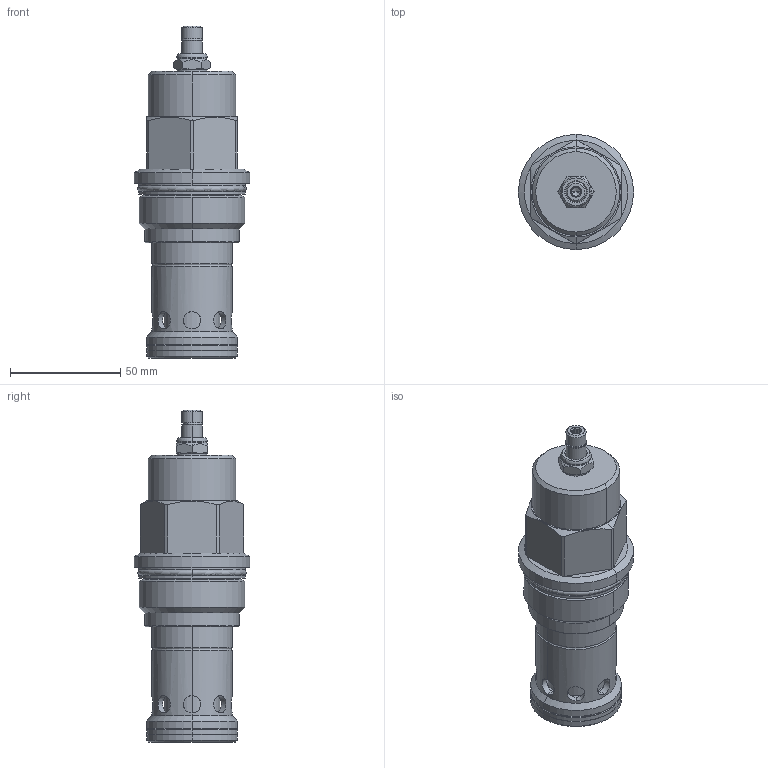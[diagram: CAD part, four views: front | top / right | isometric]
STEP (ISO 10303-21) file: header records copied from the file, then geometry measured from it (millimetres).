
FILE_DESCRIPTION((''),'2;1');
FILE_NAME('RPKS-LAN_PRT','2014-04-06T',('Administrator'),(''),'PRO/ENGINEER BY PARAMETRIC TECHNOLOGY CORPORATION, 2006240','PRO/ENGINEER BY PARAMETRIC TECHNOLOGY CORPORATION, 2006240','');
FILE_SCHEMA(('CONFIG_CONTROL_DESIGN'));
Length unit declared in the file: inch
Products named in the file (1): RPKS-LAN_PRT
Bounding box: 52.3 x 52.3 x 150.8 mm (x, y, z)
Volume: 158079.6 mm3; surface area: 36991.7 mm2
Topology: 3 solids, 3 shells, 256 faces, 572 edges, 339 vertices
Faces by surface type: cylinder 99, plane 68, cone 60, torus 13, bspline 8, revolution 6, sphere 2
Entity records: 10212 total; most frequent: CARTESIAN_POINT 4459, DIRECTION 1256, ORIENTED_EDGE 1132, EDGE_CURVE 566, AXIS2_PLACEMENT_3D 518, VERTEX_POINT 339, EDGE_LOOP 297, CIRCLE 276
